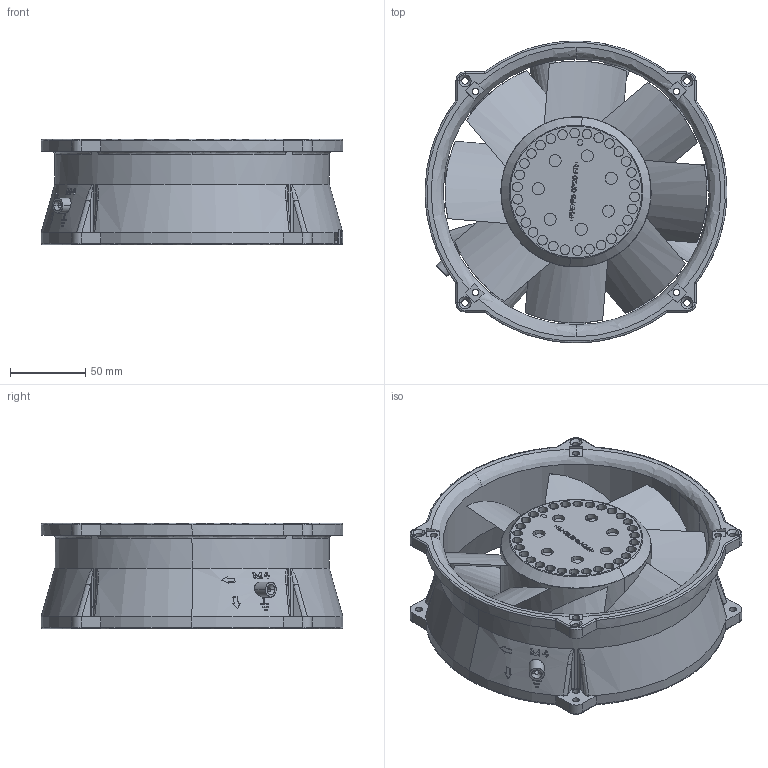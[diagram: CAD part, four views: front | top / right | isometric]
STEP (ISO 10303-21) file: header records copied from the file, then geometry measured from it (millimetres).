
FILE_DESCRIPTION (( 'STEP AP203' ), '1' );
FILE_NAME ('(DUMMY) THB2048CT.STEP', '2016-10-18T08:42:00', ( 'Delta' ), ( '' ), 'SwSTEP 2.0', 'SolidWorks 2011', '' );
FILE_SCHEMA (( 'CONFIG_CONTROL_DESIGN' ));
Length unit declared in the file: millimetre
Products named in the file (3): (DUMMY) THB2048CT; (DUMMY)410307080000; (DUMMY) 4101307100
Assembly tree (2 placements, depth 2):
  (DUMMY) THB2048CT
    (DUMMY)410307080000
    (DUMMY) 4101307100
Bounding box: 200 x 200 x 70 mm (x, y, z)
Volume: 744087.5 mm3; surface area: 236409.3 mm2
Topology: 2 solids, 3 shells, 1751 faces, 4770 edges, 3168 vertices
Faces by surface type: plane 1122, cylinder 383, bspline 161, cone 85
Entity records: 70361 total; most frequent: CARTESIAN_POINT 28343, ORIENTED_EDGE 9536, DIRECTION 7195, EDGE_CURVE 4768, VERTEX_POINT 3168, VECTOR 2835, LINE 2835, AXIS2_PLACEMENT_3D 2180
